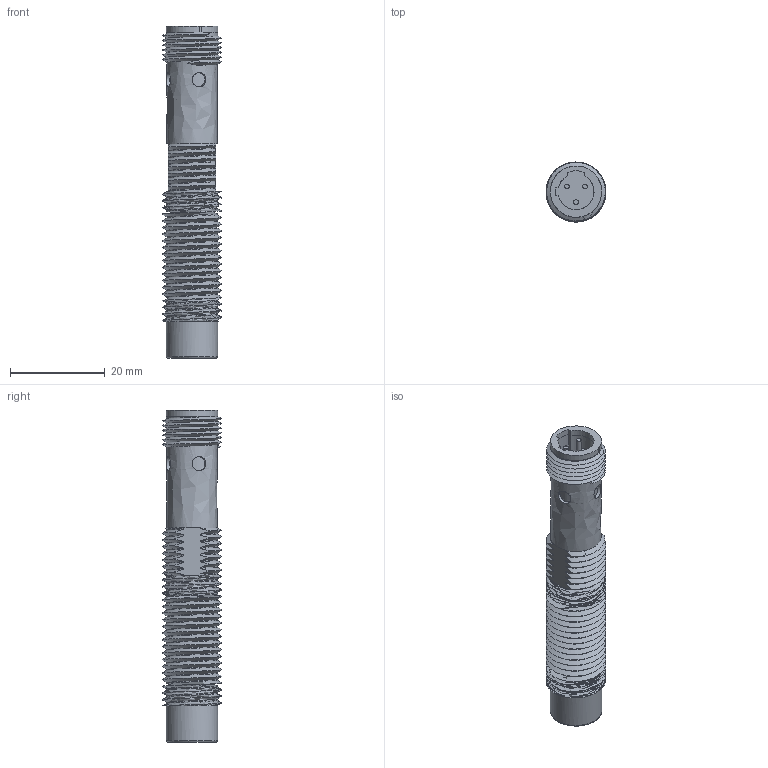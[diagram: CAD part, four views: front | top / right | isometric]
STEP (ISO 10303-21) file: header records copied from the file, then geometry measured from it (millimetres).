
FILE_DESCRIPTION( ('This file contains a STEP AP42 implementation' ,'as created by ZW3D STEP Interface translator.') ,'2;1' );
FILE_NAME( 'WCN2-1208X-XUL3.stp' ,'201023.184455', (''), ('ZWCAD Software Co.'), 'Version 1.0', 'ZW3D to STEP translator', '' );
FILE_SCHEMA(('AUTOMOTIVE_DESIGN'));
Length unit declared in the file: millimetre
Products named in the file (2): 0; WCN1-1204X-XUL3
Bounding box: 12.6 x 12.6 x 69.9 mm (x, y, z)
Volume: 6438.6 mm3; surface area: 4362.9 mm2
Topology: 3 solids, 3 shells, 140 faces, 368 edges, 241 vertices
Faces by surface type: bspline 140
Entity records: 17268 total; most frequent: CARTESIAN_POINT 15072, ORIENTED_EDGE 732, EDGE_CURVE 366, VERTEX_POINT 240, B_SPLINE_CURVE_WITH_KNOTS 208, EDGE_LOOP 149, FACE_OUTER_BOUND 139, ADVANCED_FACE 139
